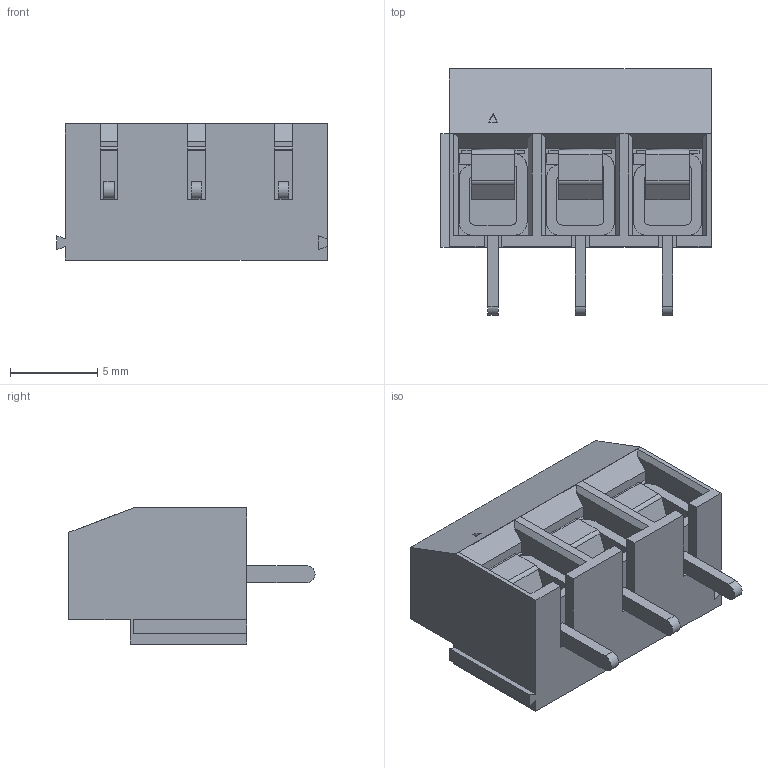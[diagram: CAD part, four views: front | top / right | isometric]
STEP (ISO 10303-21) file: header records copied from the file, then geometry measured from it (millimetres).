
FILE_DESCRIPTION (( 'STEP AP214' ), '1' );
FILE_NAME ('DG126-5.0-03P-12-00AH.STEP', '2021-01-19T16:39:25', ( '' ), ( '' ), 'SwSTEP 2.0', 'SolidWorks 2020', '' );
FILE_SCHEMA (( 'AUTOMOTIVE_DESIGN' ));
Length unit declared in the file: millimetre
Products named in the file (1): DG126-5.0-03P-12-00AH
Bounding box: 15.5 x 14.1 x 7.8 mm (x, y, z)
Volume: 847 mm3; surface area: 1576.7 mm2
Topology: 1 solids, 1 shells, 556 faces, 1518 edges, 993 vertices
Faces by surface type: plane 322, bspline 138, cylinder 69, torus 21, cone 6
Entity records: 29812 total; most frequent: CARTESIAN_POINT 11374, ORIENTED_EDGE 3036, DIRECTION 2215, EDGE_CURVE 1518, VECTOR 1011, LINE 1011, VERTEX_POINT 993, AXIS2_PLACEMENT_3D 602
